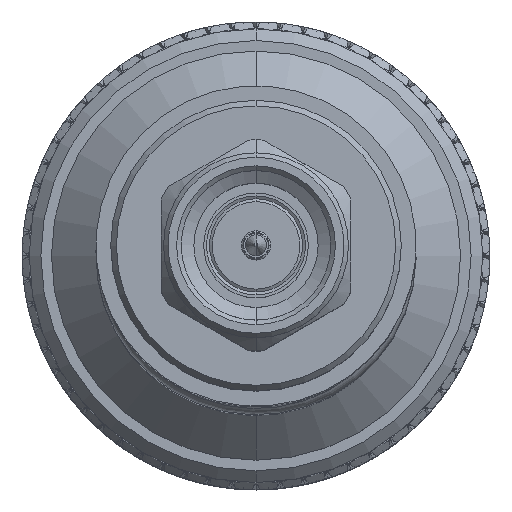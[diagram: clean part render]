
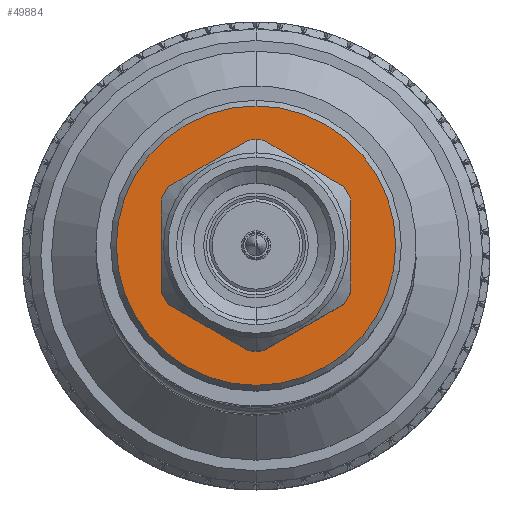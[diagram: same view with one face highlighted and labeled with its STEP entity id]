
A CAD part, top view. The second image highlights one B-rep face of the part: STEP entity #49884.
In plain terms, the highlighted face is planar.
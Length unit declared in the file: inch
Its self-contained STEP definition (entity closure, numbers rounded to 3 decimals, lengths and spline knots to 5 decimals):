
#440 = EDGE_CURVE ( 'NONE', #98595, #4372, #95431, .T. ) ;
#3000 = DIRECTION ( 'NONE',  ( -1., 0., 0. ) ) ;
#4372 = VERTEX_POINT ( 'NONE', #21095 ) ;
#8112 = CIRCLE ( 'NONE', #70254, 0.239 ) ;
#10304 = ORIENTED_EDGE ( 'NONE', *, *, #50771, .T. ) ;
#11245 = AXIS2_PLACEMENT_3D ( 'NONE', #66024, #82686, #81553 ) ;
#13483 = VERTEX_POINT ( 'NONE', #17757 ) ;
#14128 = EDGE_LOOP ( 'NONE', ( #10304, #20599 ) ) ;
#17757 = CARTESIAN_POINT ( 'NONE',  ( 0.34866, 0.12928, 0. ) ) ;
#18918 = CIRCLE ( 'NONE', #28028, 0.12928 ) ;
#19985 = DIRECTION ( 'NONE',  ( -1., 0., 0. ) ) ;
#20599 = ORIENTED_EDGE ( 'NONE', *, *, #440, .T. ) ;
#21095 = CARTESIAN_POINT ( 'NONE',  ( 0.34866, 0.239, 0. ) ) ;
#23354 = CARTESIAN_POINT ( 'NONE',  ( 0.34866, 0., 0. ) ) ;
#28028 = AXIS2_PLACEMENT_3D ( 'NONE', #89316, #19985, #36566 ) ;
#29538 = DIRECTION ( 'NONE',  ( -1., 0., 0. ) ) ;
#33735 = CARTESIAN_POINT ( 'NONE',  ( 0.34866, -0.239, 0. ) ) ;
#36566 = DIRECTION ( 'NONE',  ( 0., -1., 0. ) ) ;
#37563 = FACE_OUTER_BOUND ( 'NONE', #14128, .T. ) ;
#38466 = DIRECTION ( 'NONE',  ( 0., -1., 0. ) ) ;
#38833 = CARTESIAN_POINT ( 'NONE',  ( 0.34866, -0.12928, 0. ) ) ;
#39502 = CIRCLE ( 'NONE', #107330, 0.12928 ) ;
#45603 = EDGE_CURVE ( 'NONE', #13483, #49505, #18918, .T. ) ;
#47328 = DIRECTION ( 'NONE',  ( 0., -1., 0. ) ) ;
#49505 = VERTEX_POINT ( 'NONE', #38833 ) ;
#49884 = ADVANCED_FACE ( 'NONE', ( #82313, #37563 ), #97824, .F. ) ;
#50771 = EDGE_CURVE ( 'NONE', #4372, #98595, #8112, .T. ) ;
#51701 = EDGE_LOOP ( 'NONE', ( #107121, #88559 ) ) ;
#54205 = CARTESIAN_POINT ( 'NONE',  ( 0.34866, 0.12928, 0. ) ) ;
#55352 = CARTESIAN_POINT ( 'NONE',  ( 0.34866, 0., 0. ) ) ;
#64493 = DIRECTION ( 'NONE',  ( 1., 0., 0. ) ) ;
#66024 = CARTESIAN_POINT ( 'NONE',  ( 0.34866, 0., 0. ) ) ;
#70254 = AXIS2_PLACEMENT_3D ( 'NONE', #55352, #29538, #47328 ) ;
#81553 = DIRECTION ( 'NONE',  ( 0., -1., 0. ) ) ;
#82313 = FACE_BOUND ( 'NONE', #51701, .T. ) ;
#82686 = DIRECTION ( 'NONE',  ( -1., 0., 0. ) ) ;
#88559 = ORIENTED_EDGE ( 'NONE', *, *, #45603, .F. ) ;
#89316 = CARTESIAN_POINT ( 'NONE',  ( 0.34866, 0., 0. ) ) ;
#91991 = EDGE_CURVE ( 'NONE', #49505, #13483, #39502, .T. ) ;
#95431 = CIRCLE ( 'NONE', #11245, 0.239 ) ;
#97824 = PLANE ( 'NONE',  #103282 ) ;
#98595 = VERTEX_POINT ( 'NONE', #33735 ) ;
#100099 = DIRECTION ( 'NONE',  ( 0., 1., 0. ) ) ;
#103282 = AXIS2_PLACEMENT_3D ( 'NONE', #54205, #64493, #100099 ) ;
#107121 = ORIENTED_EDGE ( 'NONE', *, *, #91991, .F. ) ;
#107330 = AXIS2_PLACEMENT_3D ( 'NONE', #23354, #3000, #38466 ) ;
